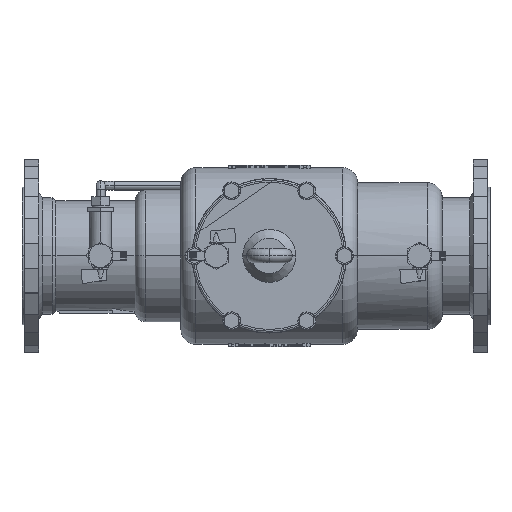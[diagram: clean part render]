
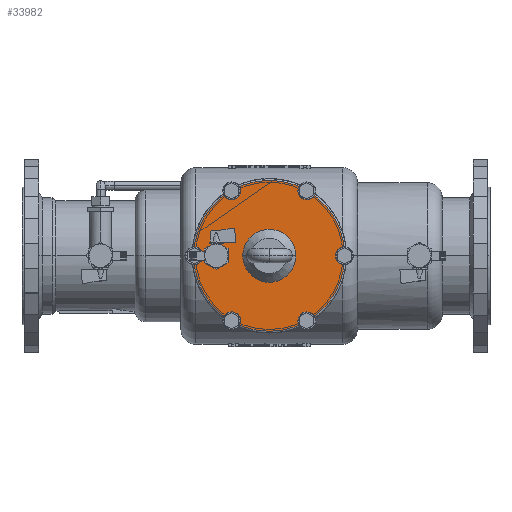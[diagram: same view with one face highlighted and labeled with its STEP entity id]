
A CAD part, top view. The second image highlights one B-rep face of the part: STEP entity #33982.
In plain terms, the highlighted planar face has unit normal (0, 0, 1).
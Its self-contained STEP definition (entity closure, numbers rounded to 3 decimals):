
#16342=VERTEX_POINT('',#43057);
#24446=EDGE_CURVE('',#16342,#27382,#51886,.T.);
#27382=VERTEX_POINT('',#55088);
#33982=ADVANCED_FACE('',(#62277),#62278,.T.);
#35306=EDGE_CURVE('',#27382,#16342,#63707,.T.);
#43057=CARTESIAN_POINT('',(-85.5,0.,119.0));
#51886=CIRCLE('',#89105,85.5);
#55088=CARTESIAN_POINT('',(85.5,0.0,119.0));
#62277=FACE_OUTER_BOUND('',#105752,.T.);
#62278=PLANE('',#105753);
#63707=CIRCLE('',#107846,85.5);
#89105=AXIS2_PLACEMENT_3D('',#128759,#128760,#128761);
#105752=EDGE_LOOP('',(#140125,#140126));
#105753=AXIS2_PLACEMENT_3D('',#140127,#140128,#140129);
#107846=AXIS2_PLACEMENT_3D('',#141450,#141451,#141452);
#128759=CARTESIAN_POINT('',(0.0,0.0,119.0));
#128760=DIRECTION('',(0.0,0.0,1.0));
#128761=DIRECTION('',(1.0,0.0,0.0));
#140125=ORIENTED_EDGE('',*,*,#35306,.T.);
#140126=ORIENTED_EDGE('',*,*,#24446,.T.);
#140127=CARTESIAN_POINT('',(0.0,0.0,119.0));
#140128=DIRECTION('',(0.0,0.0,1.0));
#140129=DIRECTION('',(1.0,0.0,0.0));
#141450=CARTESIAN_POINT('',(0.0,0.0,119.0));
#141451=DIRECTION('',(0.0,0.0,1.0));
#141452=DIRECTION('',(1.0,0.0,0.0));
